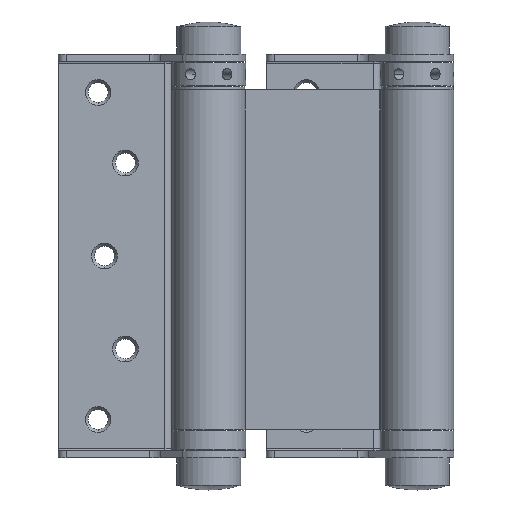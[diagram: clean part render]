
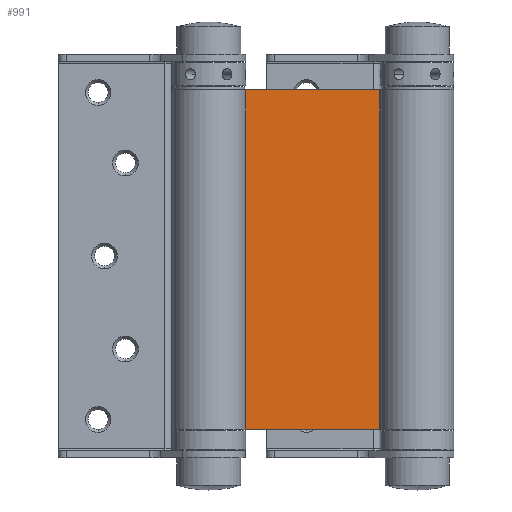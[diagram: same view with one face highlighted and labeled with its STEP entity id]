
A CAD part, front view. The second image highlights one B-rep face of the part: STEP entity #991.
In plain terms, the highlighted planar face has unit normal (0, -1, 0).
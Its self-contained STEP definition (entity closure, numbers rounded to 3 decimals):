
#989 = ORIENTED_EDGE ( 'NONE', *, *, #1009, .T. ) ;
#990 = ORIENTED_EDGE ( 'NONE', *, *, #1234, .T. ) ;
#991 = ADVANCED_FACE ( 'NONE', ( #3688 ), #3716, .F. ) ;
#994 = ORIENTED_EDGE ( 'NONE', *, *, #1013, .F. ) ;
#995 = EDGE_CURVE ( 'NONE', #1010, #1238, #3707, .T. ) ;
#998 = ORIENTED_EDGE ( 'NONE', *, *, #995, .F. ) ;
#1009 = EDGE_CURVE ( 'NONE', #1011, #1239, #3885, .T. ) ;
#1010 = VERTEX_POINT ( 'NONE', #3881 ) ;
#1011 = VERTEX_POINT ( 'NONE', #3880 ) ;
#1013 = EDGE_CURVE ( 'NONE', #1238, #1239, #3872, .T. ) ;
#1234 = EDGE_CURVE ( 'NONE', #1010, #1011, #4108, .T. ) ;
#1238 = VERTEX_POINT ( 'NONE', #4259 ) ;
#1239 = VERTEX_POINT ( 'NONE', #4252 ) ;
#1242 = EDGE_LOOP ( 'NONE', ( #989, #994, #998, #990 ) ) ;
#3688 = FACE_OUTER_BOUND ( 'NONE', #1242, .T. ) ;
#3693 = AXIS2_PLACEMENT_3D ( 'NONE', #3697, #3706, #3705 ) ;
#3697 = CARTESIAN_POINT ( 'NONE',  ( -53.426, -1.51, 106. ) ) ;
#3700 = DIRECTION ( 'NONE',  ( 1., 0., 0. ) ) ;
#3701 = VECTOR ( 'NONE', #3700, 1000. ) ;
#3702 = CARTESIAN_POINT ( 'NONE',  ( -53.426, -1.51, 106. ) ) ;
#3705 = DIRECTION ( 'NONE',  ( -1., 0., 0. ) ) ;
#3706 = DIRECTION ( 'NONE',  ( 0., 1., 0. ) ) ;
#3707 = LINE ( 'NONE', #3702, #3701 ) ;
#3716 = PLANE ( 'NONE',  #3693 ) ;
#3869 = DIRECTION ( 'NONE',  ( 0., 0., -1. ) ) ;
#3870 = VECTOR ( 'NONE', #3869, 1000. ) ;
#3871 = CARTESIAN_POINT ( 'NONE',  ( -11.574, -1.51, 106. ) ) ;
#3872 = LINE ( 'NONE', #3871, #3870 ) ;
#3878 = DIRECTION ( 'NONE',  ( 1., 0., 0. ) ) ;
#3879 = VECTOR ( 'NONE', #3878, 1000. ) ;
#3880 = CARTESIAN_POINT ( 'NONE',  ( -53.426, -1.51, 0. ) ) ;
#3881 = CARTESIAN_POINT ( 'NONE',  ( -53.426, -1.51, 106. ) ) ;
#3884 = CARTESIAN_POINT ( 'NONE',  ( -53.426, -1.51, 0. ) ) ;
#3885 = LINE ( 'NONE', #3884, #3879 ) ;
#4107 = CARTESIAN_POINT ( 'NONE',  ( -53.426, -1.51, 106. ) ) ;
#4108 = LINE ( 'NONE', #4107, #4263 ) ;
#4252 = CARTESIAN_POINT ( 'NONE',  ( -11.574, -1.51, 0. ) ) ;
#4259 = CARTESIAN_POINT ( 'NONE',  ( -11.574, -1.51, 106. ) ) ;
#4262 = DIRECTION ( 'NONE',  ( 0., 0., -1. ) ) ;
#4263 = VECTOR ( 'NONE', #4262, 1000. ) ;
